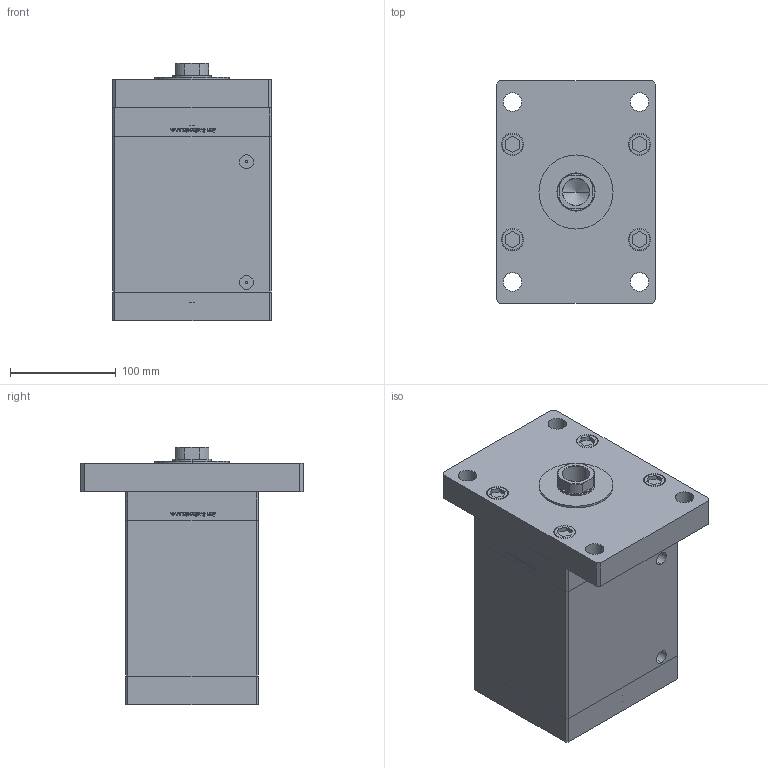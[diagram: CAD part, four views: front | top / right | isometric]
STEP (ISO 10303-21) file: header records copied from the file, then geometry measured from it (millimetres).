
FILE_DESCRIPTION (( 'STEP AP203' ), '1' );
FILE_NAME ('3c35.STEP', '2024-01-08T20:52:26', ( '' ), ( '' ), 'SwSTEP 2.0', 'SolidWorks 2019', '' );
FILE_SCHEMA (( 'CONFIG_CONTROL_DESIGN' ));
Length unit declared in the file: millimetre
Products named in the file (7): ALLEN BOLT dc9ddf782a241148891b91db4f74f3ce; V220C_F_MIDDLE dc9ddf782a241148891b91db4f74f3ce; V220C_F dc9ddf782a241148891b91db4f74f3ce; V220C_FRONT_F dc9ddf782a241148891b91db4f74f3ce; V220C_VC_F dc9ddf782a241148891b91db4f74f3ce; V220C BACK_F dc9ddf782a241148891b91db4f74f3ce; 3c35
Assembly tree (19 placements, depth 2):
  3c35
    V220C BACK_F dc9ddf782a241148891b91db4f74f3ce
    V220C_F_MIDDLE dc9ddf782a241148891b91db4f74f3ce
    V220C_FRONT_F dc9ddf782a241148891b91db4f74f3ce
    V220C_F dc9ddf782a241148891b91db4f74f3ce
    ALLEN BOLT dc9ddf782a241148891b91db4f74f3ce  x14
    V220C_VC_F dc9ddf782a241148891b91db4f74f3ce
Bounding box: 150 x 210 x 243 mm (x, y, z)
Volume: 4072438.4 mm3; surface area: 453403.1 mm2
Topology: 19 solids, 19 shells, 1310 faces, 3237 edges, 2115 vertices
Faces by surface type: plane 517, bspline 484, cylinder 187, cone 62, torus 60
Entity records: 53568 total; most frequent: CARTESIAN_POINT 30406, ORIENTED_EDGE 5274, DIRECTION 3079, EDGE_CURVE 2637, VERTEX_POINT 1751, LINE 1367, VECTOR 1367, EDGE_LOOP 1208
